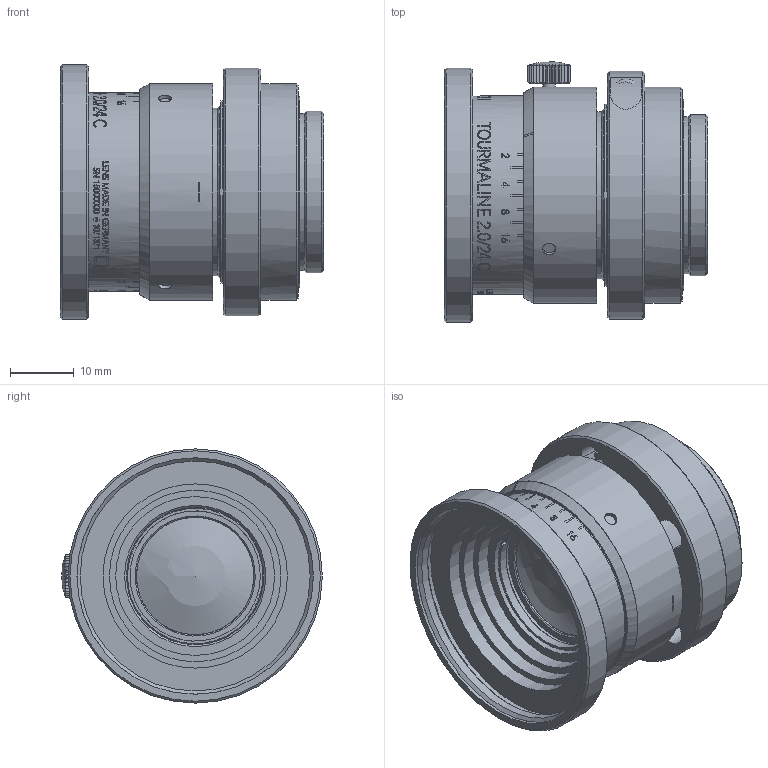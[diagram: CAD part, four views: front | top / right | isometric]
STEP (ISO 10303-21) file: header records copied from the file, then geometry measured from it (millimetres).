
FILE_DESCRIPTION(/* description */ (''),/* implementation_level */ '2;1');
FILE_NAME(/* name */ '1071371_00165189_001.stp',/* time_stamp */ '2021-10-04T15:49:51+02:00',/* author */ (''),/* organization */ (''),/* preprocessor_version */ 'ST-DEVELOPER v16',/* originating_system */ 'SIEMENS PLM Software NX 10.0',/* authorisation */ '');
FILE_SCHEMA (('AP203_CONFIGURATION_CONTROLLED_3D_DESIGN_OF_MECHANICAL_PARTS_AND_ASSEMBLIES_MIM_LF { 1 0 10303 403 2 1 2}'));
Length unit declared in the file: millimetre
Products named in the file (1): Froe2F04E0AFgeyc
Bounding box: 41.46 x 41 x 40 mm (x, y, z)
Volume: 26064 mm3; surface area: 13952.7 mm2
Topology: 1 solids, 7 shells, 506 faces, 1770 edges, 1398 vertices
Faces by surface type: plane 233, cylinder 220, cone 46, torus 4, sphere 3
Full cylindrical faces by diameter (mm): 1.7 x3, 1.9 x3, 2 x1, 2.05 x4, 2.5 x1, 2.7 x3, 2.8 x1, 4.5 x1, 18.2 x1, 18.5 x1, 20.5 x1, 21 x1, 21.3 x1, 21.8 x1, 22.2 x1, 22.5 x1, 24.7 x1, 25 x1, 25.4 x1, 26.3 x1, 27 x3, 27.1 x2, 28.5 x1, 29 x1, 30 x1, 31.2 x1, 31.22 x1, 32 x1, 34 x2, 36.18 x1
Entity records: 21282 total; most frequent: CARTESIAN_POINT 7316, ORIENTED_EDGE 3269, DIRECTION 2164, EDGE_CURVE 1654, VERTEX_POINT 1361, AXIS2_PLACEMENT_3D 866, B_SPLINE_CURVE_WITH_KNOTS 824, EDGE_LOOP 742
